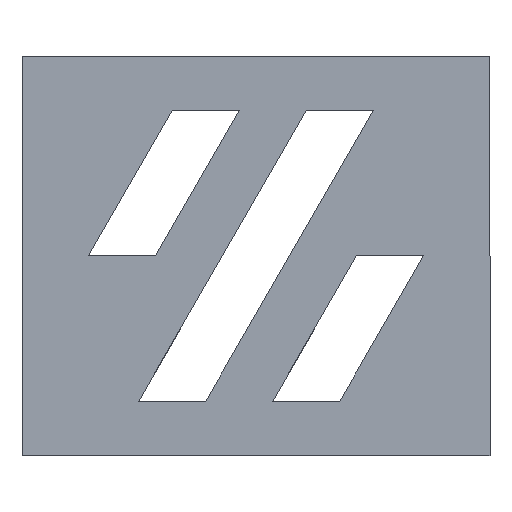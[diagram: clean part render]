
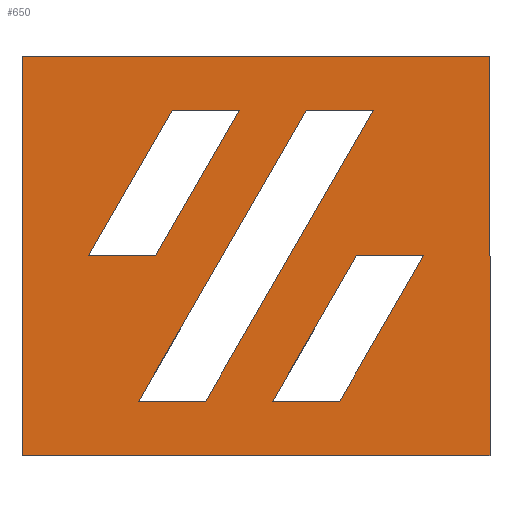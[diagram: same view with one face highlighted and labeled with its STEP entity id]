
A CAD part, top view. The second image highlights one B-rep face of the part: STEP entity #650.
In plain terms, the highlighted planar face has unit normal (0, 0, 1).
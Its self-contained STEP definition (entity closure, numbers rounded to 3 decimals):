
#3 = LINE ( 'NONE', #173, #48 ) ;
#7 = EDGE_CURVE ( 'NONE', #592, #249, #584, .T. ) ;
#9 = VECTOR ( 'NONE', #250, 1000. ) ;
#19 = CARTESIAN_POINT ( 'NONE',  ( -1.386, -4., 0.6 ) ) ;
#21 = EDGE_CURVE ( 'NONE', #415, #592, #577, .T. ) ;
#24 = LINE ( 'NONE', #380, #519 ) ;
#25 = CARTESIAN_POINT ( 'NONE',  ( 1.386, 4., 0.6 ) ) ;
#46 = LINE ( 'NONE', #341, #336 ) ;
#48 = VECTOR ( 'NONE', #234, 1000. ) ;
#50 = CARTESIAN_POINT ( 'NONE',  ( -3.233, -4., 0.6 ) ) ;
#52 = EDGE_CURVE ( 'NONE', #357, #120, #496, .T. ) ;
#53 = CARTESIAN_POINT ( 'NONE',  ( -6.45, 5.5, 0.6 ) ) ;
#56 = ORIENTED_EDGE ( 'NONE', *, *, #52, .F. ) ;
#59 = DIRECTION ( 'NONE',  ( 0., -1., 0. ) ) ;
#61 = CARTESIAN_POINT ( 'NONE',  ( -6.45, 5.5, 0.6 ) ) ;
#65 = LINE ( 'NONE', #707, #9 ) ;
#70 = LINE ( 'NONE', #711, #657 ) ;
#72 = DIRECTION ( 'NONE',  ( 0., 1., 0. ) ) ;
#82 = LINE ( 'NONE', #596, #594 ) ;
#84 = DIRECTION ( 'NONE',  ( 0.5, 0.866, 0. ) ) ;
#96 = VECTOR ( 'NONE', #251, 1000. ) ;
#98 = CARTESIAN_POINT ( 'NONE',  ( 2.309, -4., 0.6 ) ) ;
#107 = EDGE_CURVE ( 'NONE', #617, #263, #208, .T. ) ;
#110 = DIRECTION ( 'NONE',  ( -0.5, -0.866, 0. ) ) ;
#120 = VERTEX_POINT ( 'NONE', #151 ) ;
#127 = CARTESIAN_POINT ( 'NONE',  ( 3.233, 4., 0.6 ) ) ;
#145 = VECTOR ( 'NONE', #258, 1000. ) ;
#149 = VECTOR ( 'NONE', #414, 1000. ) ;
#150 = AXIS2_PLACEMENT_3D ( 'NONE', #189, #480, #588 ) ;
#151 = CARTESIAN_POINT ( 'NONE',  ( -1.386, -4., 0.6 ) ) ;
#156 = EDGE_CURVE ( 'NONE', #307, #725, #479, .T. ) ;
#157 = CARTESIAN_POINT ( 'NONE',  ( 0.462, -4., 0.6 ) ) ;
#161 = VECTOR ( 'NONE', #72, 1000. ) ;
#167 = ORIENTED_EDGE ( 'NONE', *, *, #688, .F. ) ;
#171 = EDGE_LOOP ( 'NONE', ( #167, #548, #229, #298 ) ) ;
#172 = LINE ( 'NONE', #572, #673 ) ;
#173 = CARTESIAN_POINT ( 'NONE',  ( -4.619, 0., 0.6 ) ) ;
#176 = EDGE_CURVE ( 'NONE', #725, #211, #46, .T. ) ;
#183 = ORIENTED_EDGE ( 'NONE', *, *, #107, .F. ) ;
#186 = CARTESIAN_POINT ( 'NONE',  ( 6.45, 5.5, 0.6 ) ) ;
#188 = ORIENTED_EDGE ( 'NONE', *, *, #471, .T. ) ;
#189 = CARTESIAN_POINT ( 'NONE',  ( 0., 0., 0.6 ) ) ;
#190 = DIRECTION ( 'NONE',  ( -1., 0., 0. ) ) ;
#195 = EDGE_LOOP ( 'NONE', ( #507, #188, #422, #664 ) ) ;
#208 = LINE ( 'NONE', #25, #145 ) ;
#211 = VERTEX_POINT ( 'NONE', #740 ) ;
#217 = DIRECTION ( 'NONE',  ( -0.5, -0.866, 0. ) ) ;
#229 = ORIENTED_EDGE ( 'NONE', *, *, #255, .F. ) ;
#234 = DIRECTION ( 'NONE',  ( 1., 0., 0. ) ) ;
#235 = EDGE_LOOP ( 'NONE', ( #728, #578, #640, #492 ) ) ;
#236 = DIRECTION ( 'NONE',  ( -0.5, -0.866, 0. ) ) ;
#241 = CARTESIAN_POINT ( 'NONE',  ( -2.309, 4., 0.6 ) ) ;
#249 = VERTEX_POINT ( 'NONE', #455 ) ;
#250 = DIRECTION ( 'NONE',  ( -1., 0., 0. ) ) ;
#251 = DIRECTION ( 'NONE',  ( 1., 0., 0. ) ) ;
#254 = CARTESIAN_POINT ( 'NONE',  ( 2.771, 0., 0.6 ) ) ;
#255 = EDGE_CURVE ( 'NONE', #497, #459, #279, .T. ) ;
#258 = DIRECTION ( 'NONE',  ( -1., 0., 0. ) ) ;
#263 = VERTEX_POINT ( 'NONE', #271 ) ;
#271 = CARTESIAN_POINT ( 'NONE',  ( 1.386, 4., 0.6 ) ) ;
#279 = LINE ( 'NONE', #98, #684 ) ;
#292 = VERTEX_POINT ( 'NONE', #157 ) ;
#298 = ORIENTED_EDGE ( 'NONE', *, *, #321, .F. ) ;
#300 = CARTESIAN_POINT ( 'NONE',  ( -6.45, 5.5, 0.6 ) ) ;
#307 = VERTEX_POINT ( 'NONE', #350 ) ;
#311 = CARTESIAN_POINT ( 'NONE',  ( 4.619, 0., 0.6 ) ) ;
#316 = ORIENTED_EDGE ( 'NONE', *, *, #621, .F. ) ;
#321 = EDGE_CURVE ( 'NONE', #292, #497, #633, .T. ) ;
#336 = VECTOR ( 'NONE', #217, 1000. ) ;
#341 = CARTESIAN_POINT ( 'NONE',  ( -2.309, 4., 0.6 ) ) ;
#345 = VECTOR ( 'NONE', #378, 1000. ) ;
#350 = CARTESIAN_POINT ( 'NONE',  ( -0.462, 4., 0.6 ) ) ;
#357 = VERTEX_POINT ( 'NONE', #50 ) ;
#364 = FACE_BOUND ( 'NONE', #644, .T. ) ;
#369 = LINE ( 'NONE', #127, #345 ) ;
#376 = EDGE_CURVE ( 'NONE', #211, #637, #3, .T. ) ;
#378 = DIRECTION ( 'NONE',  ( 0.5, 0.866, 0. ) ) ;
#380 = CARTESIAN_POINT ( 'NONE',  ( -2.771, 0., 0.6 ) ) ;
#411 = CARTESIAN_POINT ( 'NONE',  ( 6.45, 5.5, 0.6 ) ) ;
#414 = DIRECTION ( 'NONE',  ( 1., 0., 0. ) ) ;
#415 = VERTEX_POINT ( 'NONE', #411 ) ;
#422 = ORIENTED_EDGE ( 'NONE', *, *, #706, .T. ) ;
#428 = PLANE ( 'NONE',  #150 ) ;
#430 = CARTESIAN_POINT ( 'NONE',  ( 6.45, -5.5, 0.6 ) ) ;
#435 = DIRECTION ( 'NONE',  ( 1., 0., 0. ) ) ;
#440 = DIRECTION ( 'NONE',  ( -1., 0., 0. ) ) ;
#452 = EDGE_CURVE ( 'NONE', #637, #307, #24, .T. ) ;
#455 = CARTESIAN_POINT ( 'NONE',  ( -6.45, -5.5, 0.6 ) ) ;
#456 = DIRECTION ( 'NONE',  ( 0.5, 0.866, 0. ) ) ;
#459 = VERTEX_POINT ( 'NONE', #311 ) ;
#469 = CARTESIAN_POINT ( 'NONE',  ( 3.233, 4., 0.6 ) ) ;
#471 = EDGE_CURVE ( 'NONE', #249, #542, #70, .T. ) ;
#477 = FACE_BOUND ( 'NONE', #235, .T. ) ;
#479 = LINE ( 'NONE', #708, #532 ) ;
#480 = DIRECTION ( 'NONE',  ( 0., 0., 1. ) ) ;
#492 = ORIENTED_EDGE ( 'NONE', *, *, #376, .F. ) ;
#496 = LINE ( 'NONE', #19, #96 ) ;
#497 = VERTEX_POINT ( 'NONE', #602 ) ;
#507 = ORIENTED_EDGE ( 'NONE', *, *, #7, .T. ) ;
#519 = VECTOR ( 'NONE', #84, 1000. ) ;
#530 = VECTOR ( 'NONE', #440, 1000. ) ;
#532 = VECTOR ( 'NONE', #190, 1000. ) ;
#542 = VERTEX_POINT ( 'NONE', #430 ) ;
#548 = ORIENTED_EDGE ( 'NONE', *, *, #732, .F. ) ;
#565 = ORIENTED_EDGE ( 'NONE', *, *, #604, .F. ) ;
#572 = CARTESIAN_POINT ( 'NONE',  ( -3.233, -4., 0.6 ) ) ;
#577 = LINE ( 'NONE', #53, #530 ) ;
#578 = ORIENTED_EDGE ( 'NONE', *, *, #156, .F. ) ;
#582 = VECTOR ( 'NONE', #59, 1000. ) ;
#584 = LINE ( 'NONE', #300, #582 ) ;
#588 = DIRECTION ( 'NONE',  ( 1., 0., 0. ) ) ;
#592 = VERTEX_POINT ( 'NONE', #61 ) ;
#594 = VECTOR ( 'NONE', #236, 1000. ) ;
#596 = CARTESIAN_POINT ( 'NONE',  ( 2.771, 0., 0.6 ) ) ;
#602 = CARTESIAN_POINT ( 'NONE',  ( 2.309, -4., 0.6 ) ) ;
#604 = EDGE_CURVE ( 'NONE', #263, #357, #172, .T. ) ;
#617 = VERTEX_POINT ( 'NONE', #469 ) ;
#621 = EDGE_CURVE ( 'NONE', #120, #617, #369, .T. ) ;
#633 = LINE ( 'NONE', #697, #149 ) ;
#637 = VERTEX_POINT ( 'NONE', #665 ) ;
#640 = ORIENTED_EDGE ( 'NONE', *, *, #452, .F. ) ;
#644 = EDGE_LOOP ( 'NONE', ( #56, #565, #183, #316 ) ) ;
#647 = FACE_BOUND ( 'NONE', #171, .T. ) ;
#649 = VERTEX_POINT ( 'NONE', #254 ) ;
#650 = ADVANCED_FACE ( 'NONE', ( #710, #647, #364, #477 ), #428, .T. ) ;
#657 = VECTOR ( 'NONE', #435, 1000. ) ;
#664 = ORIENTED_EDGE ( 'NONE', *, *, #21, .T. ) ;
#665 = CARTESIAN_POINT ( 'NONE',  ( -2.771, 0., 0.6 ) ) ;
#673 = VECTOR ( 'NONE', #110, 1000. ) ;
#684 = VECTOR ( 'NONE', #456, 1000. ) ;
#688 = EDGE_CURVE ( 'NONE', #649, #292, #82, .T. ) ;
#697 = CARTESIAN_POINT ( 'NONE',  ( 0.462, -4., 0.6 ) ) ;
#703 = LINE ( 'NONE', #186, #161 ) ;
#706 = EDGE_CURVE ( 'NONE', #542, #415, #703, .T. ) ;
#707 = CARTESIAN_POINT ( 'NONE',  ( 4.619, 0., 0.6 ) ) ;
#708 = CARTESIAN_POINT ( 'NONE',  ( -0.462, 4., 0.6 ) ) ;
#710 = FACE_OUTER_BOUND ( 'NONE', #195, .T. ) ;
#711 = CARTESIAN_POINT ( 'NONE',  ( -6.45, -5.5, 0.6 ) ) ;
#725 = VERTEX_POINT ( 'NONE', #241 ) ;
#728 = ORIENTED_EDGE ( 'NONE', *, *, #176, .F. ) ;
#732 = EDGE_CURVE ( 'NONE', #459, #649, #65, .T. ) ;
#740 = CARTESIAN_POINT ( 'NONE',  ( -4.619, 0., 0.6 ) ) ;
